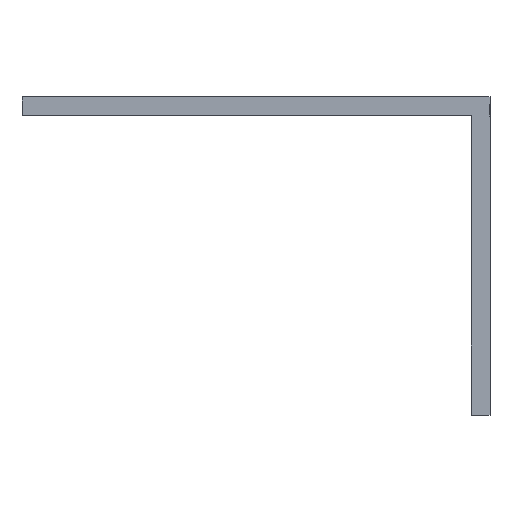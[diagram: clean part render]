
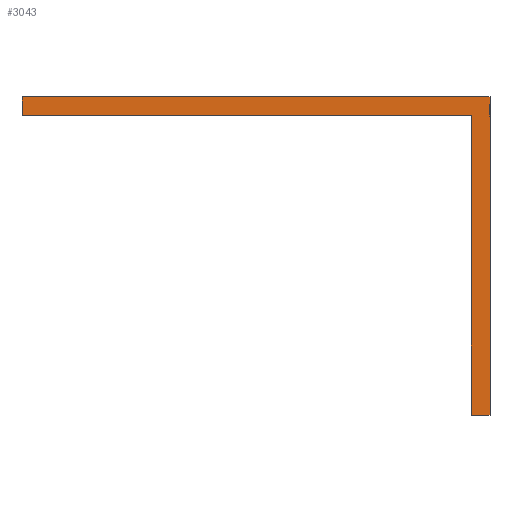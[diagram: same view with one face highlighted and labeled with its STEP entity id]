
A CAD part, front view. The second image highlights one B-rep face of the part: STEP entity #3043.
In plain terms, the highlighted planar face has unit normal (0, -1, 0).
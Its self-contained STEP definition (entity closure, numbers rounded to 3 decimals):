
#336 = DIRECTION ( 'NONE',  ( -1., 0., 0. ) ) ;
#349 = LINE ( 'NONE', #3286, #11779 ) ;
#406 = CARTESIAN_POINT ( 'NONE',  ( 0., -450., 0. ) ) ;
#488 = VECTOR ( 'NONE', #336, 1000. ) ;
#662 = VERTEX_POINT ( 'NONE', #6203 ) ;
#1403 = EDGE_LOOP ( 'NONE', ( #5311, #12870, #8606, #11943, #1579, #4979 ) ) ;
#1521 = LINE ( 'NONE', #3235, #12623 ) ;
#1579 = ORIENTED_EDGE ( 'NONE', *, *, #4359, .T. ) ;
#1601 = CARTESIAN_POINT ( 'NONE',  ( -50., -450., 0. ) ) ;
#2195 = LINE ( 'NONE', #14106, #13694 ) ;
#2609 = CARTESIAN_POINT ( 'NONE',  ( -2., -450., -2. ) ) ;
#3043 = ADVANCED_FACE ( 'NONE', ( #7536 ), #8810, .T. ) ;
#3058 = DIRECTION ( 'NONE',  ( 0., 0., 1. ) ) ;
#3235 = CARTESIAN_POINT ( 'NONE',  ( -2., -450., -34. ) ) ;
#3286 = CARTESIAN_POINT ( 'NONE',  ( -2., -450., -34. ) ) ;
#3308 = DIRECTION ( 'NONE',  ( 1., 0., 0. ) ) ;
#3615 = DIRECTION ( 'NONE',  ( 0., 0., 1. ) ) ;
#3646 = CARTESIAN_POINT ( 'NONE',  ( 0., -450., -34. ) ) ;
#3767 = VECTOR ( 'NONE', #3615, 1000. ) ;
#4131 = VERTEX_POINT ( 'NONE', #1601 ) ;
#4247 = LINE ( 'NONE', #406, #488 ) ;
#4359 = EDGE_CURVE ( 'NONE', #8816, #4131, #4247, .T. ) ;
#4979 = ORIENTED_EDGE ( 'NONE', *, *, #5918, .T. ) ;
#5026 = VECTOR ( 'NONE', #7934, 1000. ) ;
#5311 = ORIENTED_EDGE ( 'NONE', *, *, #6926, .F. ) ;
#5918 = EDGE_CURVE ( 'NONE', #4131, #662, #2195, .T. ) ;
#6203 = CARTESIAN_POINT ( 'NONE',  ( -50., -450., -2. ) ) ;
#6525 = CARTESIAN_POINT ( 'NONE',  ( 0., -450., -34. ) ) ;
#6926 = EDGE_CURVE ( 'NONE', #13423, #662, #14228, .T. ) ;
#7536 = FACE_OUTER_BOUND ( 'NONE', #1403, .T. ) ;
#7726 = EDGE_CURVE ( 'NONE', #11190, #8816, #13261, .T. ) ;
#7803 = EDGE_CURVE ( 'NONE', #9477, #11190, #349, .T. ) ;
#7907 = CARTESIAN_POINT ( 'NONE',  ( 0., -450., -2. ) ) ;
#7934 = DIRECTION ( 'NONE',  ( -1., 0., 0. ) ) ;
#8415 = DIRECTION ( 'NONE',  ( -1., 0., 0. ) ) ;
#8471 = DIRECTION ( 'NONE',  ( 0., -1., 0. ) ) ;
#8510 = CARTESIAN_POINT ( 'NONE',  ( 0., -450., 0. ) ) ;
#8606 = ORIENTED_EDGE ( 'NONE', *, *, #7803, .T. ) ;
#8810 = PLANE ( 'NONE',  #9840 ) ;
#8816 = VERTEX_POINT ( 'NONE', #14862 ) ;
#9397 = CARTESIAN_POINT ( 'NONE',  ( -2., -450., -34. ) ) ;
#9477 = VERTEX_POINT ( 'NONE', #9397 ) ;
#9840 = AXIS2_PLACEMENT_3D ( 'NONE', #8510, #8471, #8415 ) ;
#11190 = VERTEX_POINT ( 'NONE', #6525 ) ;
#11549 = EDGE_CURVE ( 'NONE', #9477, #13423, #1521, .T. ) ;
#11779 = VECTOR ( 'NONE', #3308, 1000. ) ;
#11943 = ORIENTED_EDGE ( 'NONE', *, *, #7726, .T. ) ;
#12623 = VECTOR ( 'NONE', #3058, 1000. ) ;
#12870 = ORIENTED_EDGE ( 'NONE', *, *, #11549, .F. ) ;
#13261 = LINE ( 'NONE', #3646, #3767 ) ;
#13423 = VERTEX_POINT ( 'NONE', #2609 ) ;
#13694 = VECTOR ( 'NONE', #14044, 1000. ) ;
#14044 = DIRECTION ( 'NONE',  ( 0., 0., -1. ) ) ;
#14106 = CARTESIAN_POINT ( 'NONE',  ( -50., -450., 0. ) ) ;
#14228 = LINE ( 'NONE', #7907, #5026 ) ;
#14862 = CARTESIAN_POINT ( 'NONE',  ( 0., -450., 0. ) ) ;
